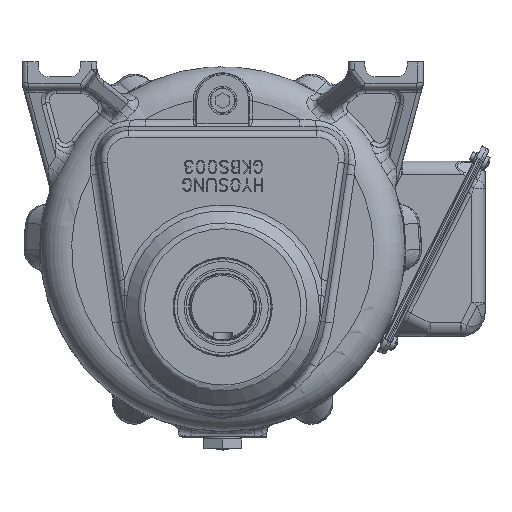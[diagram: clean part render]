
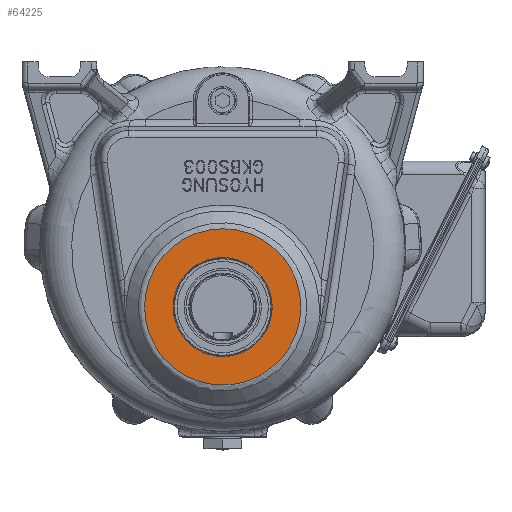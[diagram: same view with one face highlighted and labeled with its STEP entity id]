
A CAD part, top view. The second image highlights one B-rep face of the part: STEP entity #64225.
In plain terms, the highlighted planar face has unit normal (0, 0, 1).
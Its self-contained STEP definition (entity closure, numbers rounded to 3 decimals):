
#3381=PLANE('',#68684);
#4836=CIRCLE('',#68685,36.402);
#4837=CIRCLE('',#68686,57.446);
#8331=ORIENTED_EDGE('',*,*,#28218,.T.);
#8332=ORIENTED_EDGE('',*,*,#28219,.T.);
#28218=EDGE_CURVE('',#38134,#38134,#4836,.F.);
#28219=EDGE_CURVE('',#38135,#38135,#4837,.T.);
#38134=VERTEX_POINT('',#96143);
#38135=VERTEX_POINT('',#96145);
#53719=EDGE_LOOP('',(#8331));
#53720=EDGE_LOOP('',(#8332));
#58258=FACE_BOUND('',#53719,.T.);
#58259=FACE_BOUND('',#53720,.T.);
#64225=ADVANCED_FACE('',(#58258,#58259),#3381,.T.);
#68684=AXIS2_PLACEMENT_3D('',#96141,#75794,#75795);
#68685=AXIS2_PLACEMENT_3D('',#96142,#75796,#75797);
#68686=AXIS2_PLACEMENT_3D('',#96144,#75798,#75799);
#75794=DIRECTION('',(0.,0.,1.));
#75795=DIRECTION('',(1.,0.,0.));
#75796=DIRECTION('',(0.,0.,1.));
#75797=DIRECTION('',(1.,0.,0.));
#75798=DIRECTION('',(0.,0.,1.));
#75799=DIRECTION('',(1.,0.,0.));
#96141=CARTESIAN_POINT('',(0.,-102.68,167.));
#96142=CARTESIAN_POINT('',(0.,-42.78,167.));
#96143=CARTESIAN_POINT('',(36.402,-42.78,167.));
#96144=CARTESIAN_POINT('',(0.,-42.68,167.));
#96145=CARTESIAN_POINT('',(57.446,-42.68,167.));
